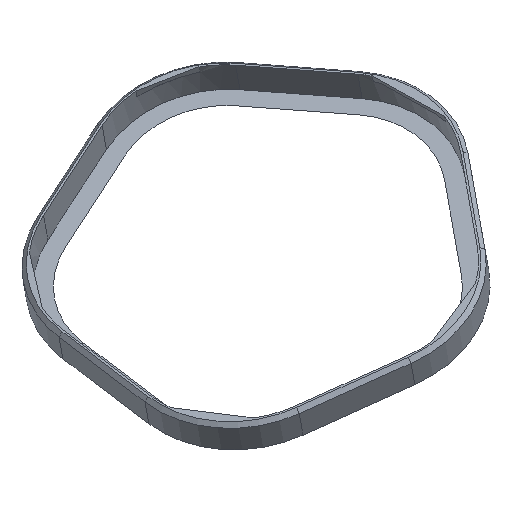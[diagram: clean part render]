
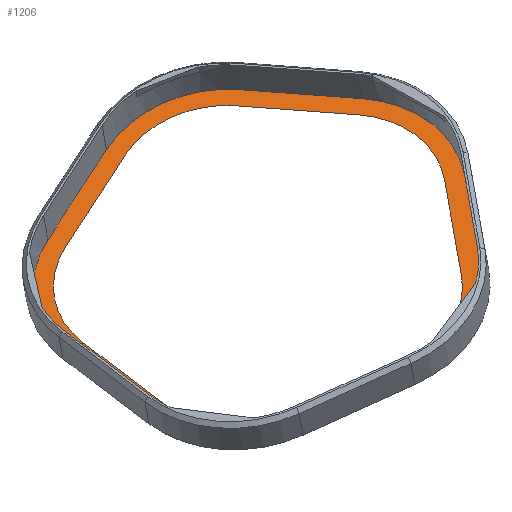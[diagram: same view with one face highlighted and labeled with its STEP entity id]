
A CAD part, left-side view. The second image highlights one B-rep face of the part: STEP entity #1206.
In plain terms, the highlighted planar face has unit normal (-0.78, 0.109, 0.617).
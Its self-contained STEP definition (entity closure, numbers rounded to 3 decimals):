
#17=FACE_BOUND('',#418,.T.);
#121=LINE('',#2039,#231);
#124=LINE('',#2047,#234);
#127=LINE('',#2055,#237);
#130=LINE('',#2063,#240);
#132=LINE('',#2069,#242);
#133=LINE('',#2071,#243);
#134=LINE('',#2072,#244);
#135=LINE('',#2073,#245);
#136=LINE('',#2074,#246);
#137=LINE('',#2075,#247);
#231=VECTOR('',#1653,10.);
#234=VECTOR('',#1662,10.);
#237=VECTOR('',#1671,10.);
#240=VECTOR('',#1680,10.);
#242=VECTOR('',#1688,10.);
#243=VECTOR('',#1691,10.);
#244=VECTOR('',#1692,10.);
#245=VECTOR('',#1693,10.);
#246=VECTOR('',#1694,10.);
#247=VECTOR('',#1695,10.);
#279=PLANE('',#1343);
#347=FACE_OUTER_BOUND('',#417,.T.);
#417=EDGE_LOOP('',(#1081,#1082,#1083,#1084,#1085,#1086,#1087,#1088,#1089,
#1090));
#418=EDGE_LOOP('',(#1091,#1092,#1093,#1094,#1095,#1096,#1097,#1098,#1099,
#1100));
#436=CIRCLE('',#1250,16.);
#439=CIRCLE('',#1255,16.);
#442=CIRCLE('',#1260,16.);
#445=CIRCLE('',#1265,16.);
#448=CIRCLE('',#1270,16.);
#475=CIRCLE('',#1329,13.4);
#476=CIRCLE('',#1332,13.4);
#477=CIRCLE('',#1335,13.4);
#478=CIRCLE('',#1338,13.4);
#479=CIRCLE('',#1341,13.4);
#513=VERTEX_POINT('',#1793);
#514=VERTEX_POINT('',#1795);
#519=VERTEX_POINT('',#1809);
#520=VERTEX_POINT('',#1811);
#525=VERTEX_POINT('',#1825);
#526=VERTEX_POINT('',#1827);
#531=VERTEX_POINT('',#1841);
#532=VERTEX_POINT('',#1843);
#537=VERTEX_POINT('',#1857);
#538=VERTEX_POINT('',#1859);
#590=VERTEX_POINT('',#2031);
#591=VERTEX_POINT('',#2033);
#592=VERTEX_POINT('',#2037);
#593=VERTEX_POINT('',#2041);
#594=VERTEX_POINT('',#2045);
#595=VERTEX_POINT('',#2049);
#596=VERTEX_POINT('',#2053);
#597=VERTEX_POINT('',#2057);
#598=VERTEX_POINT('',#2061);
#599=VERTEX_POINT('',#2065);
#630=EDGE_CURVE('',#514,#513,#436,.T.);
#638=EDGE_CURVE('',#520,#519,#439,.T.);
#646=EDGE_CURVE('',#526,#525,#442,.T.);
#654=EDGE_CURVE('',#532,#531,#445,.T.);
#662=EDGE_CURVE('',#538,#537,#448,.T.);
#752=EDGE_CURVE('',#590,#591,#475,.T.);
#754=EDGE_CURVE('',#592,#590,#121,.T.);
#756=EDGE_CURVE('',#593,#592,#476,.T.);
#758=EDGE_CURVE('',#594,#593,#124,.T.);
#760=EDGE_CURVE('',#595,#594,#477,.T.);
#762=EDGE_CURVE('',#596,#595,#127,.T.);
#764=EDGE_CURVE('',#597,#596,#478,.T.);
#766=EDGE_CURVE('',#598,#597,#130,.T.);
#768=EDGE_CURVE('',#599,#598,#479,.T.);
#769=EDGE_CURVE('',#591,#599,#132,.T.);
#770=EDGE_CURVE('',#537,#526,#133,.T.);
#771=EDGE_CURVE('',#525,#514,#134,.T.);
#772=EDGE_CURVE('',#513,#532,#135,.T.);
#773=EDGE_CURVE('',#531,#520,#136,.T.);
#774=EDGE_CURVE('',#519,#538,#137,.T.);
#1081=ORIENTED_EDGE('',*,*,#770,.T.);
#1082=ORIENTED_EDGE('',*,*,#646,.T.);
#1083=ORIENTED_EDGE('',*,*,#771,.T.);
#1084=ORIENTED_EDGE('',*,*,#630,.T.);
#1085=ORIENTED_EDGE('',*,*,#772,.T.);
#1086=ORIENTED_EDGE('',*,*,#654,.T.);
#1087=ORIENTED_EDGE('',*,*,#773,.T.);
#1088=ORIENTED_EDGE('',*,*,#638,.T.);
#1089=ORIENTED_EDGE('',*,*,#774,.T.);
#1090=ORIENTED_EDGE('',*,*,#662,.T.);
#1091=ORIENTED_EDGE('',*,*,#766,.T.);
#1092=ORIENTED_EDGE('',*,*,#764,.T.);
#1093=ORIENTED_EDGE('',*,*,#762,.T.);
#1094=ORIENTED_EDGE('',*,*,#760,.T.);
#1095=ORIENTED_EDGE('',*,*,#758,.T.);
#1096=ORIENTED_EDGE('',*,*,#756,.T.);
#1097=ORIENTED_EDGE('',*,*,#754,.T.);
#1098=ORIENTED_EDGE('',*,*,#752,.T.);
#1099=ORIENTED_EDGE('',*,*,#769,.T.);
#1100=ORIENTED_EDGE('',*,*,#768,.T.);
#1206=ADVANCED_FACE('',(#347,#17),#279,.F.);
#1250=AXIS2_PLACEMENT_3D('',#1796,#1407,#1408);
#1255=AXIS2_PLACEMENT_3D('',#1812,#1422,#1423);
#1260=AXIS2_PLACEMENT_3D('',#1828,#1437,#1438);
#1265=AXIS2_PLACEMENT_3D('',#1844,#1452,#1453);
#1270=AXIS2_PLACEMENT_3D('',#1860,#1467,#1468);
#1329=AXIS2_PLACEMENT_3D('',#2035,#1648,#1649);
#1332=AXIS2_PLACEMENT_3D('',#2043,#1657,#1658);
#1335=AXIS2_PLACEMENT_3D('',#2051,#1666,#1667);
#1338=AXIS2_PLACEMENT_3D('',#2059,#1675,#1676);
#1341=AXIS2_PLACEMENT_3D('',#2067,#1684,#1685);
#1343=AXIS2_PLACEMENT_3D('',#2070,#1689,#1690);
#1407=DIRECTION('center_axis',(-0.78,0.109,0.617));
#1408=DIRECTION('ref_axis',(0.595,-0.176,0.784));
#1422=DIRECTION('center_axis',(-0.78,0.109,0.617));
#1423=DIRECTION('ref_axis',(-0.368,0.717,-0.592));
#1437=DIRECTION('center_axis',(-0.78,0.109,0.617));
#1438=DIRECTION('ref_axis',(0.,-0.985,0.174));
#1452=DIRECTION('center_axis',(-0.78,0.109,0.617));
#1453=DIRECTION('ref_axis',(0.368,0.876,0.311));
#1467=DIRECTION('center_axis',(-0.78,0.109,0.617));
#1468=DIRECTION('ref_axis',(-0.595,-0.433,-0.677));
#1648=DIRECTION('center_axis',(0.78,-0.109,-0.617));
#1649=DIRECTION('ref_axis',(-0.368,0.717,-0.592));
#1653=DIRECTION('',(0.506,0.688,0.519));
#1657=DIRECTION('center_axis',(0.78,-0.109,-0.617));
#1658=DIRECTION('ref_axis',(-0.595,-0.433,-0.677));
#1662=DIRECTION('',(-0.193,0.895,-0.402));
#1666=DIRECTION('center_axis',(0.78,-0.109,-0.617));
#1667=DIRECTION('ref_axis',(0.,-0.985,0.174));
#1671=DIRECTION('',(-0.626,-0.135,-0.768));
#1675=DIRECTION('center_axis',(0.78,-0.109,-0.617));
#1676=DIRECTION('ref_axis',(0.595,-0.176,0.784));
#1680=DIRECTION('',(-0.193,-0.978,-0.072));
#1684=DIRECTION('center_axis',(0.78,-0.109,-0.617));
#1685=DIRECTION('ref_axis',(0.368,0.876,0.311));
#1688=DIRECTION('',(0.506,-0.469,0.723));
#1689=DIRECTION('center_axis',(0.78,-0.109,-0.617));
#1690=DIRECTION('ref_axis',(-0.62,0.,-0.784));
#1691=DIRECTION('',(0.193,-0.895,0.402));
#1692=DIRECTION('',(0.626,0.135,0.768));
#1693=DIRECTION('',(0.193,0.978,0.072));
#1694=DIRECTION('',(-0.506,0.469,-0.723));
#1695=DIRECTION('',(-0.506,-0.688,-0.519));
#1793=CARTESIAN_POINT('',(-29.556,41.739,97.26));
#1795=CARTESIAN_POINT('',(-39.082,28.791,87.494));
#1796=CARTESIAN_POINT('Origin',(-39.082,44.548,84.716));
#1809=CARTESIAN_POINT('',(-49.9,78.825,64.989));
#1811=CARTESIAN_POINT('',(-38.125,81.372,79.433));
#1812=CARTESIAN_POINT('Origin',(-44.012,67.351,74.459));
#1825=CARTESIAN_POINT('',(-48.943,26.658,75.398));
#1827=CARTESIAN_POINT('',(-58.469,35.486,61.793));
#1828=CARTESIAN_POINT('Origin',(-48.943,42.415,72.62));
#1841=CARTESIAN_POINT('',(-30.148,73.98,90.827));
#1843=CARTESIAN_POINT('',(-26.509,57.151,98.397));
#1844=CARTESIAN_POINT('Origin',(-36.035,59.959,85.852));
#1857=CARTESIAN_POINT('',(-61.516,49.579,55.454));
#1859=CARTESIAN_POINT('',(-57.877,67.983,56.811));
#1860=CARTESIAN_POINT('Origin',(-51.99,56.508,66.281));
#2031=CARTESIAN_POINT('',(-48.943,76.961,66.528));
#2033=CARTESIAN_POINT('',(-39.082,79.094,78.625));
#2035=CARTESIAN_POINT('Origin',(-44.012,67.351,74.459));
#2037=CARTESIAN_POINT('',(-56.921,66.118,58.35));
#2039=CARTESIAN_POINT('',(-50.905,74.294,64.516));
#2041=CARTESIAN_POINT('',(-59.968,50.705,57.213));
#2043=CARTESIAN_POINT('Origin',(-51.99,56.508,66.281));
#2045=CARTESIAN_POINT('',(-56.921,36.612,63.552));
#2047=CARTESIAN_POINT('',(-59.297,47.602,58.609));
#2049=CARTESIAN_POINT('',(-48.943,29.219,74.947));
#2051=CARTESIAN_POINT('Origin',(-48.943,42.415,72.62));
#2053=CARTESIAN_POINT('',(-39.082,31.352,87.043));
#2055=CARTESIAN_POINT('',(-46.62,29.721,77.797));
#2057=CARTESIAN_POINT('',(-31.104,42.196,95.222));
#2059=CARTESIAN_POINT('Origin',(-39.082,44.548,84.716));
#2061=CARTESIAN_POINT('',(-28.057,57.607,96.358));
#2063=CARTESIAN_POINT('',(-30.278,46.371,95.53));
#2065=CARTESIAN_POINT('',(-31.104,71.702,90.018));
#2067=CARTESIAN_POINT('Origin',(-36.035,59.959,85.852));
#2069=CARTESIAN_POINT('',(-33.317,73.752,86.859));
#2070=CARTESIAN_POINT('Origin',(-44.296,54.923,76.291));
#2071=CARTESIAN_POINT('',(-61.516,49.579,55.454));
#2072=CARTESIAN_POINT('',(-48.943,26.658,75.398));
#2073=CARTESIAN_POINT('',(-29.556,41.739,97.26));
#2074=CARTESIAN_POINT('',(-30.148,73.98,90.827));
#2075=CARTESIAN_POINT('',(-49.9,78.825,64.989));
